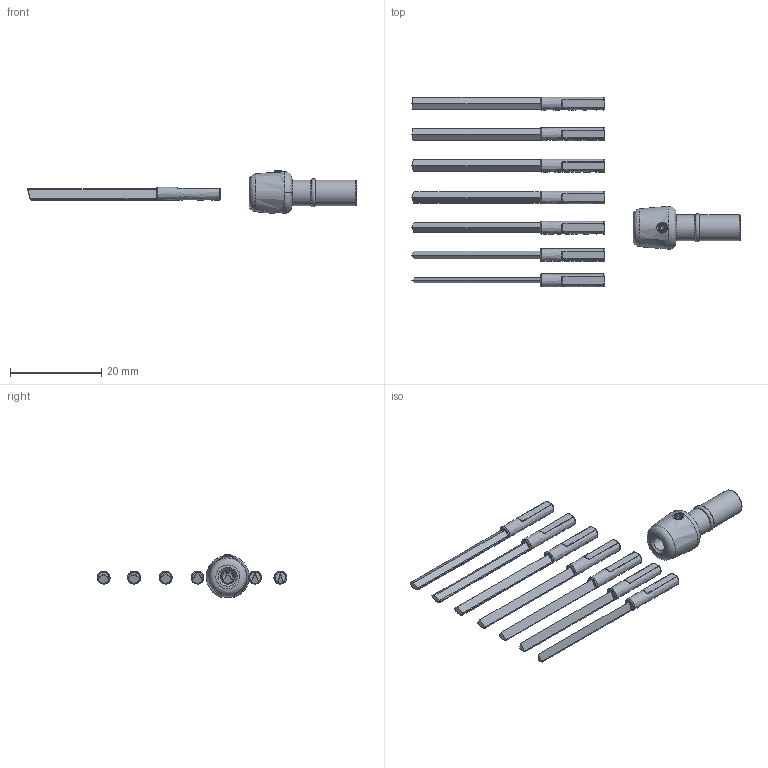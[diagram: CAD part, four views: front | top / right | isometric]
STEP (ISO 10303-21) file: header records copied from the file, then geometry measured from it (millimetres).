
FILE_DESCRIPTION(('FreeCAD Model'),'2;1');
FILE_NAME('Open CASCADE Shape Model','2025-04-25T15:56:03',('FreeCAD'),( 'FreeCAD'),'Open CASCADE STEP processor 7.6','FreeCAD','Unknown');
FILE_SCHEMA(('AUTOMOTIVE_DESIGN { 1 0 10303 214 1 1 1 1 }'));
Length unit declared in the file: millimetre
Products named in the file (1): Open CASCADE STEP translator 7.6 1
Bounding box: 72.15 x 41.68 x 9.35 mm (x, y, z)
Volume: 2022.4 mm3; surface area: 3123.7 mm2
Topology: 10 solids, 10 shells, 334 faces, 769 edges, 453 vertices
Faces by surface type: bspline 334
Entity records: 25219 total; most frequent: CARTESIAN_POINT 20812, ORIENTED_EDGE 1532, EDGE_CURVE 766, B_SPLINE_CURVE_WITH_KNOTS 484, VERTEX_POINT 453, FACE_BOUND 341, EDGE_LOOP 341, ADVANCED_FACE 334
